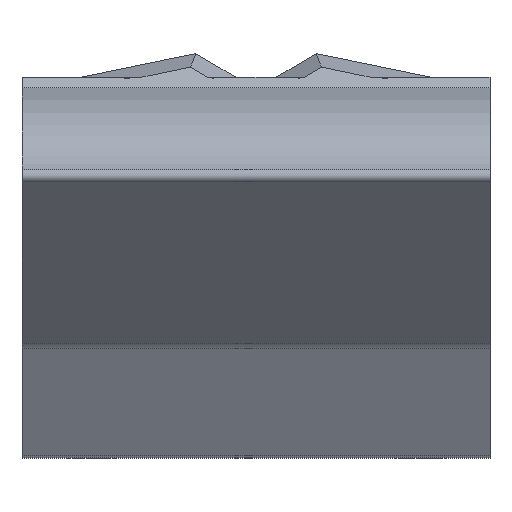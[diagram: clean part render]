
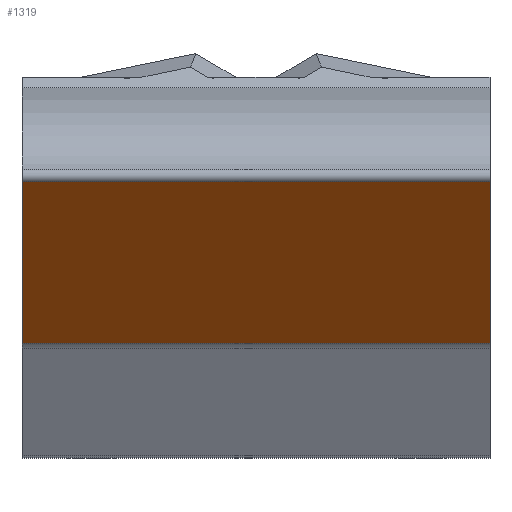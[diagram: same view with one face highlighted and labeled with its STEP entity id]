
A CAD part, top view. The second image highlights one B-rep face of the part: STEP entity #1319.
In plain terms, the highlighted planar face has unit normal (0, -0.904, 0.426).
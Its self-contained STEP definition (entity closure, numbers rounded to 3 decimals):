
#72=PLANE('',#1432);
#133=FACE_OUTER_BOUND('',#206,.T.);
#206=EDGE_LOOP('',(#1124,#1125,#1126,#1127));
#284=LINE('',#1966,#442);
#352=LINE('',#2112,#510);
#353=LINE('',#2115,#511);
#354=LINE('',#2116,#512);
#442=VECTOR('',#1594,10.);
#510=VECTOR('',#1714,10.);
#511=VECTOR('',#1717,10.);
#512=VECTOR('',#1718,10.);
#631=VERTEX_POINT('',#1963);
#632=VERTEX_POINT('',#1965);
#684=VERTEX_POINT('',#2110);
#685=VERTEX_POINT('',#2114);
#773=EDGE_CURVE('',#631,#632,#284,.T.);
#847=EDGE_CURVE('',#684,#631,#352,.T.);
#848=EDGE_CURVE('',#685,#684,#353,.T.);
#849=EDGE_CURVE('',#685,#632,#354,.T.);
#1124=ORIENTED_EDGE('',*,*,#847,.F.);
#1125=ORIENTED_EDGE('',*,*,#848,.F.);
#1126=ORIENTED_EDGE('',*,*,#849,.T.);
#1127=ORIENTED_EDGE('',*,*,#773,.F.);
#1319=ADVANCED_FACE('',(#133),#72,.T.);
#1432=AXIS2_PLACEMENT_3D('',#2113,#1715,#1716);
#1594=DIRECTION('',(0.,0.426,0.905));
#1714=DIRECTION('',(-1.,0.,0.));
#1715=DIRECTION('center_axis',(0.,-0.905,0.426));
#1716=DIRECTION('ref_axis',(0.,0.426,0.905));
#1717=DIRECTION('',(0.,-0.426,-0.905));
#1718=DIRECTION('',(-1.,0.,0.));
#1963=CARTESIAN_POINT('',(-35.,3.916,37.697));
#1965=CARTESIAN_POINT('',(-35.,15.947,63.22));
#1966=CARTESIAN_POINT('',(-35.,15.947,63.22));
#2110=CARTESIAN_POINT('',(0.,3.916,37.697));
#2112=CARTESIAN_POINT('',(0.,3.916,37.697));
#2113=CARTESIAN_POINT('Origin',(0.,3.677,37.191));
#2114=CARTESIAN_POINT('',(0.,15.947,63.22));
#2115=CARTESIAN_POINT('',(0.,15.947,63.22));
#2116=CARTESIAN_POINT('',(0.,15.947,63.22));
